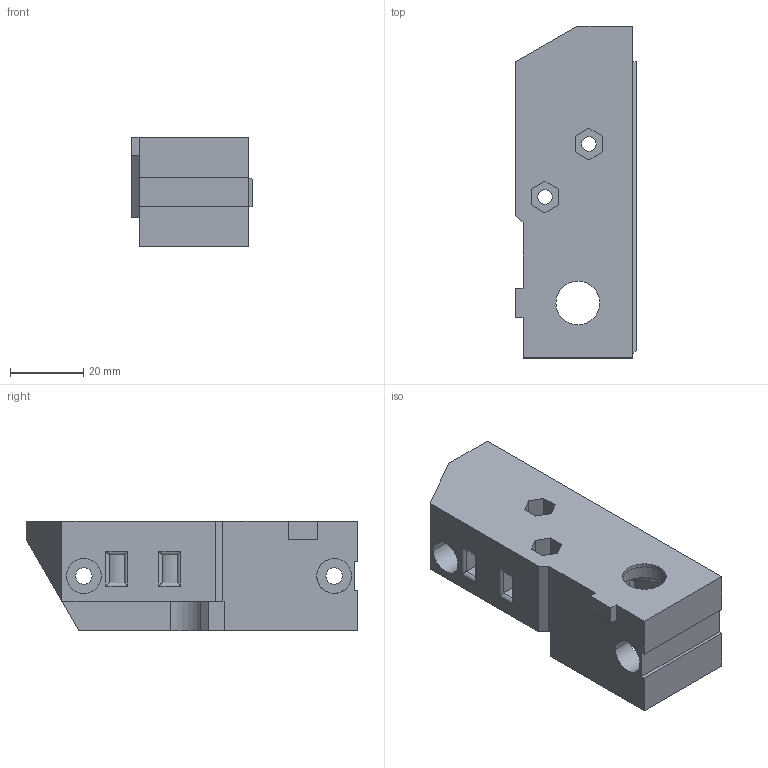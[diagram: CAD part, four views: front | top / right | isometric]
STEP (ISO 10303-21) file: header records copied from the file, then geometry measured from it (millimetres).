
FILE_DESCRIPTION (( 'STEP AP214' ), '1' );
FILE_NAME ('OA-Y10-P05-00.STEP', '2018-10-14T12:47:12', ( '' ), ( '' ), 'SwSTEP 2.0', 'SolidWorks 2014', '' );
FILE_SCHEMA (( 'AUTOMOTIVE_DESIGN' ));
Length unit declared in the file: millimetre
Products named in the file (1): OA-Y10-P05-00
Bounding box: 33 x 90.81 x 30 mm (x, y, z)
Volume: 49635 mm3; surface area: 18482.5 mm2
Topology: 1 solids, 1 shells, 116 faces, 315 edges, 205 vertices
Faces by surface type: plane 63, cylinder 47, torus 4, bspline 2
Entity records: 3951 total; most frequent: CARTESIAN_POINT 962, ORIENTED_EDGE 630, DIRECTION 591, EDGE_CURVE 315, VERTEX_POINT 205, LINE 199, VECTOR 199, AXIS2_PLACEMENT_3D 196
